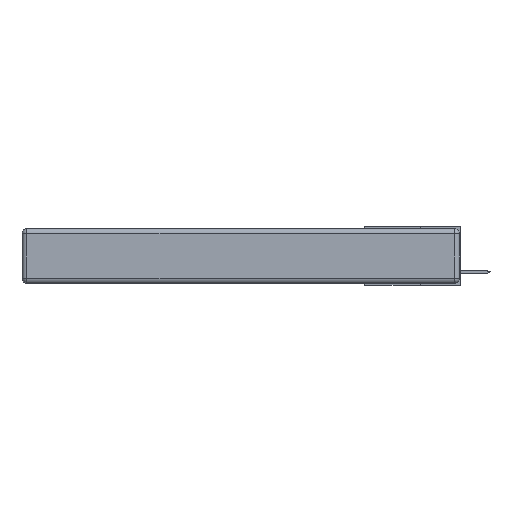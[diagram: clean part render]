
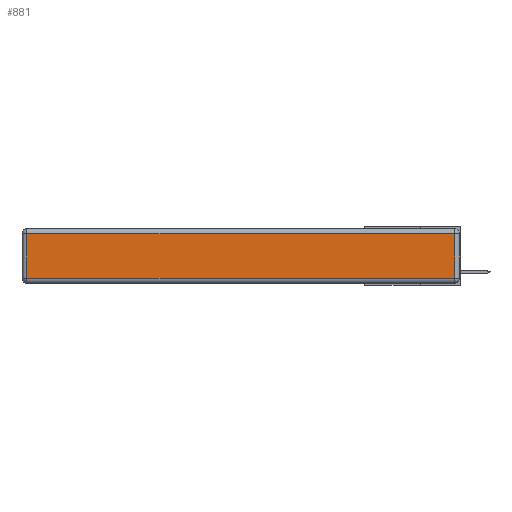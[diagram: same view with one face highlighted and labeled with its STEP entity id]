
A CAD part, left-side view. The second image highlights one B-rep face of the part: STEP entity #881.
In plain terms, the highlighted planar face has unit normal (-1, 0, 0).
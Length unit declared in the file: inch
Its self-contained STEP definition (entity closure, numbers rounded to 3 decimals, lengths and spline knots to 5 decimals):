
#241 = LINE ( 'NONE', #9547, #8224 ) ;
#881 = ADVANCED_FACE ( 'NONE', ( #2873 ), #9061, .T. ) ;
#1000 = VERTEX_POINT ( 'NONE', #1799 ) ;
#1020 = ORIENTED_EDGE ( 'NONE', *, *, #1224, .T. ) ;
#1224 = EDGE_CURVE ( 'NONE', #6974, #11958, #5903, .T. ) ;
#1463 = ORIENTED_EDGE ( 'NONE', *, *, #9561, .T. ) ;
#1799 = CARTESIAN_POINT ( 'NONE',  ( 0., 2.72, -0.03 ) ) ;
#2856 = LINE ( 'NONE', #7630, #3001 ) ;
#2873 = FACE_OUTER_BOUND ( 'NONE', #8196, .T. ) ;
#2938 = CARTESIAN_POINT ( 'NONE',  ( 0., 2.72, -0.313 ) ) ;
#3001 = VECTOR ( 'NONE', #11173, 39.37008 ) ;
#3337 = LINE ( 'NONE', #9331, #4349 ) ;
#4184 = DIRECTION ( 'NONE',  ( 0., 1., 0. ) ) ;
#4282 = CARTESIAN_POINT ( 'NONE',  ( 0., 0.03, -0.03 ) ) ;
#4349 = VECTOR ( 'NONE', #6648, 39.37008 ) ;
#4354 = AXIS2_PLACEMENT_3D ( 'NONE', #9920, #6185, #7196 ) ;
#4360 = ORIENTED_EDGE ( 'NONE', *, *, #10043, .T. ) ;
#5903 = LINE ( 'NONE', #9667, #9237 ) ;
#6185 = DIRECTION ( 'NONE',  ( -1., 0., 0. ) ) ;
#6648 = DIRECTION ( 'NONE',  ( 0., 0., -1. ) ) ;
#6974 = VERTEX_POINT ( 'NONE', #2938 ) ;
#7196 = DIRECTION ( 'NONE',  ( 0., 0., 1. ) ) ;
#7630 = CARTESIAN_POINT ( 'NONE',  ( 0., 0.03, -0.343 ) ) ;
#8085 = EDGE_CURVE ( 'NONE', #1000, #6974, #3337, .T. ) ;
#8196 = EDGE_LOOP ( 'NONE', ( #1020, #4360, #1463, #10676 ) ) ;
#8224 = VECTOR ( 'NONE', #4184, 39.37008 ) ;
#8770 = DIRECTION ( 'NONE',  ( 0., -1., 0. ) ) ;
#9061 = PLANE ( 'NONE',  #4354 ) ;
#9118 = VERTEX_POINT ( 'NONE', #4282 ) ;
#9237 = VECTOR ( 'NONE', #8770, 39.37008 ) ;
#9331 = CARTESIAN_POINT ( 'NONE',  ( 0., 2.72, -0.343 ) ) ;
#9547 = CARTESIAN_POINT ( 'NONE',  ( 0., 2.75, -0.03 ) ) ;
#9561 = EDGE_CURVE ( 'NONE', #9118, #1000, #241, .T. ) ;
#9667 = CARTESIAN_POINT ( 'NONE',  ( 0., 0., -0.313 ) ) ;
#9920 = CARTESIAN_POINT ( 'NONE',  ( 0., 0., -0.343 ) ) ;
#10043 = EDGE_CURVE ( 'NONE', #11958, #9118, #2856, .T. ) ;
#10676 = ORIENTED_EDGE ( 'NONE', *, *, #8085, .T. ) ;
#11173 = DIRECTION ( 'NONE',  ( 0., 0., 1. ) ) ;
#11693 = CARTESIAN_POINT ( 'NONE',  ( 0., 0.03, -0.313 ) ) ;
#11958 = VERTEX_POINT ( 'NONE', #11693 ) ;
